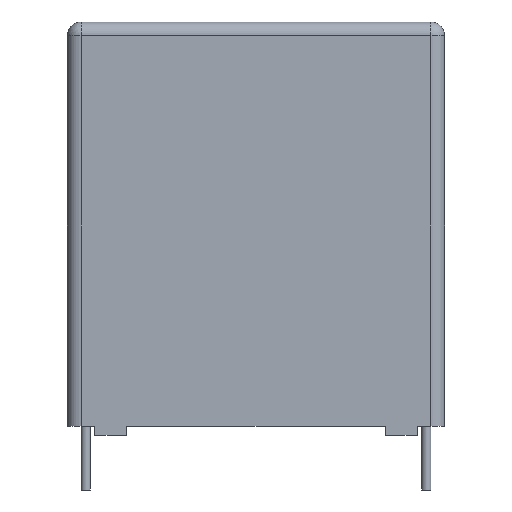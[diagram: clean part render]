
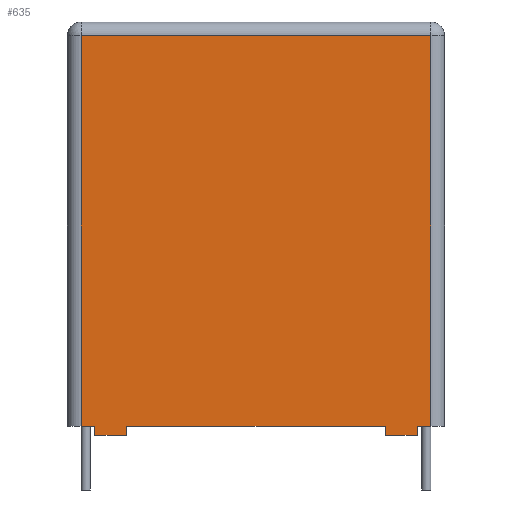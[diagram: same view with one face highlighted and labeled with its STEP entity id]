
A CAD part, front view. The second image highlights one B-rep face of the part: STEP entity #635.
In plain terms, the highlighted planar face has unit normal (0, -1, 0).
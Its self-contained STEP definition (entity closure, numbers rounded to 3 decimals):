
#21=PLANE('',#703);
#46=LINE('',#934,#116);
#49=LINE('',#959,#119);
#52=LINE('',#963,#122);
#61=LINE('',#988,#131);
#62=LINE('',#990,#132);
#63=LINE('',#992,#133);
#64=LINE('',#994,#134);
#65=LINE('',#996,#135);
#66=LINE('',#998,#136);
#67=LINE('',#1000,#137);
#68=LINE('',#1002,#138);
#69=LINE('',#1003,#139);
#116=VECTOR('',#748,10.);
#119=VECTOR('',#775,10.);
#122=VECTOR('',#780,10.);
#131=VECTOR('',#809,10.);
#132=VECTOR('',#810,10.);
#133=VECTOR('',#811,10.);
#134=VECTOR('',#812,10.);
#135=VECTOR('',#813,10.);
#136=VECTOR('',#814,10.);
#137=VECTOR('',#815,10.);
#138=VECTOR('',#816,10.);
#139=VECTOR('',#817,10.);
#207=FACE_OUTER_BOUND('',#245,.T.);
#245=EDGE_LOOP('',(#483,#484,#485,#486,#487,#488,#489,#490,#491,#492,#493,
#494));
#293=VERTEX_POINT('',#923);
#296=VERTEX_POINT('',#930);
#305=VERTEX_POINT('',#952);
#307=VERTEX_POINT('',#957);
#313=VERTEX_POINT('',#987);
#314=VERTEX_POINT('',#989);
#315=VERTEX_POINT('',#991);
#316=VERTEX_POINT('',#993);
#317=VERTEX_POINT('',#995);
#318=VERTEX_POINT('',#997);
#319=VERTEX_POINT('',#999);
#320=VERTEX_POINT('',#1001);
#354=EDGE_CURVE('',#293,#296,#46,.T.);
#365=EDGE_CURVE('',#307,#305,#49,.T.);
#368=EDGE_CURVE('',#305,#293,#52,.T.);
#381=EDGE_CURVE('',#307,#313,#61,.T.);
#382=EDGE_CURVE('',#313,#314,#62,.T.);
#383=EDGE_CURVE('',#314,#315,#63,.T.);
#384=EDGE_CURVE('',#315,#316,#64,.T.);
#385=EDGE_CURVE('',#316,#317,#65,.T.);
#386=EDGE_CURVE('',#317,#318,#66,.T.);
#387=EDGE_CURVE('',#318,#319,#67,.T.);
#388=EDGE_CURVE('',#319,#320,#68,.T.);
#389=EDGE_CURVE('',#320,#296,#69,.T.);
#483=ORIENTED_EDGE('',*,*,#354,.F.);
#484=ORIENTED_EDGE('',*,*,#368,.F.);
#485=ORIENTED_EDGE('',*,*,#365,.F.);
#486=ORIENTED_EDGE('',*,*,#381,.T.);
#487=ORIENTED_EDGE('',*,*,#382,.T.);
#488=ORIENTED_EDGE('',*,*,#383,.T.);
#489=ORIENTED_EDGE('',*,*,#384,.T.);
#490=ORIENTED_EDGE('',*,*,#385,.T.);
#491=ORIENTED_EDGE('',*,*,#386,.T.);
#492=ORIENTED_EDGE('',*,*,#387,.T.);
#493=ORIENTED_EDGE('',*,*,#388,.T.);
#494=ORIENTED_EDGE('',*,*,#389,.T.);
#635=ADVANCED_FACE('',(#207),#21,.T.);
#703=AXIS2_PLACEMENT_3D('',#986,#807,#808);
#748=DIRECTION('',(0.,0.,-1.));
#775=DIRECTION('',(0.,0.,1.));
#780=DIRECTION('',(1.,0.,0.));
#807=DIRECTION('center_axis',(0.,-1.,0.));
#808=DIRECTION('ref_axis',(1.,0.,0.));
#809=DIRECTION('',(1.,0.,0.));
#810=DIRECTION('',(0.,0.,-1.));
#811=DIRECTION('',(1.,0.,0.));
#812=DIRECTION('',(0.,0.,1.));
#813=DIRECTION('',(1.,0.,0.));
#814=DIRECTION('',(0.,0.,-1.));
#815=DIRECTION('',(1.,0.,0.));
#816=DIRECTION('',(0.,0.,1.));
#817=DIRECTION('',(1.,0.,0.));
#923=CARTESIAN_POINT('',(19.25,-12.,44.));
#930=CARTESIAN_POINT('',(19.25,-12.,1.));
#934=CARTESIAN_POINT('',(19.25,-12.,0.));
#952=CARTESIAN_POINT('',(-19.25,-12.,44.));
#957=CARTESIAN_POINT('',(-19.25,-12.,1.));
#959=CARTESIAN_POINT('',(-19.25,-12.,0.));
#963=CARTESIAN_POINT('',(-10.375,-12.,44.));
#986=CARTESIAN_POINT('Origin',(-20.75,-12.,0.));
#987=CARTESIAN_POINT('',(-17.75,-12.,1.));
#988=CARTESIAN_POINT('',(-10.375,-12.,1.));
#989=CARTESIAN_POINT('',(-17.75,-12.,0.));
#990=CARTESIAN_POINT('',(-17.75,-12.,0.));
#991=CARTESIAN_POINT('',(-14.25,-12.,0.));
#992=CARTESIAN_POINT('',(-20.75,-12.,0.));
#993=CARTESIAN_POINT('',(-14.25,-12.,1.));
#994=CARTESIAN_POINT('',(-14.25,-12.,0.));
#995=CARTESIAN_POINT('',(14.25,-12.,1.));
#996=CARTESIAN_POINT('',(-10.375,-12.,1.));
#997=CARTESIAN_POINT('',(14.25,-12.,0.));
#998=CARTESIAN_POINT('',(14.25,-12.,0.));
#999=CARTESIAN_POINT('',(17.75,-12.,0.));
#1000=CARTESIAN_POINT('',(-20.75,-12.,0.));
#1001=CARTESIAN_POINT('',(17.75,-12.,1.));
#1002=CARTESIAN_POINT('',(17.75,-12.,0.));
#1003=CARTESIAN_POINT('',(-10.375,-12.,1.));
